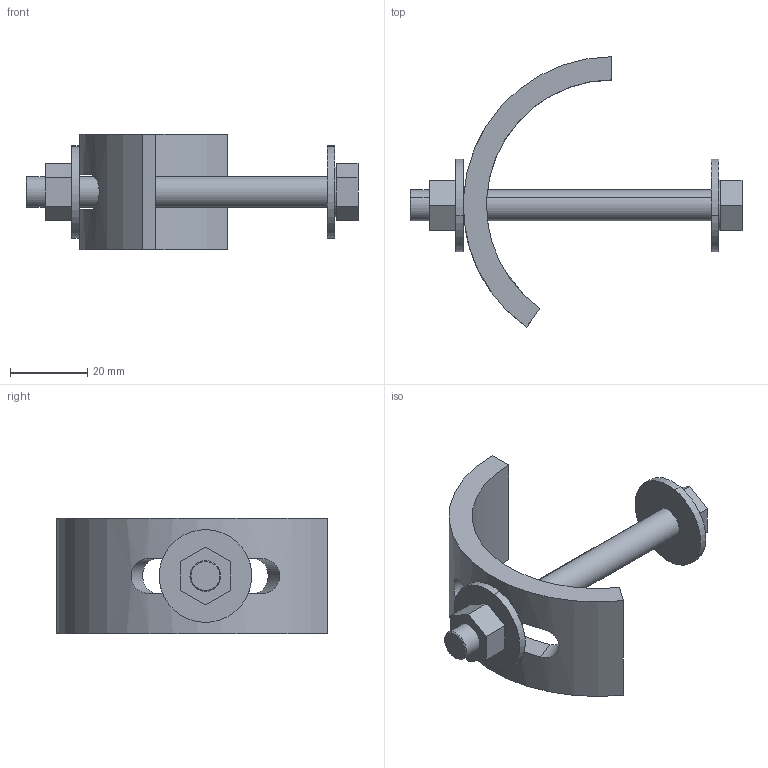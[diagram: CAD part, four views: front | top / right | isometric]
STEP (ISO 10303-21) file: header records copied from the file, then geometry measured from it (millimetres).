
FILE_DESCRIPTION (( 'STEP AP214' ), '1' );
FILE_NAME ('6355828.STP', '2017-12-12T07:54:17', ( '' ), ( '' ), 'SwSTEP 2.0', 'SolidWorks 2016', '' );
FILE_SCHEMA (( 'AUTOMOTIVE_DESIGN' ));
Length unit declared in the file: millimetre
Products named in the file (5): 012121_Washer DIN 9021 - 8.4; 011423_Hexagon Nut ISO 4032 - M8 - D - C; 35014792_Standard; 068921_Tr„gerklammer b=30mm Winkel 60ø; 6355828
Assembly tree (5 placements, depth 2):
  6355828
    068921_Tr„gerklammer b=30mm Winkel 60ø
    35014792_Standard
    011423_Hexagon Nut ISO 4032 - M8 - D - C
    012121_Washer DIN 9021 - 8.4  x2
Bounding box: 86 x 70.04 x 30 mm (x, y, z)
Volume: 21498.3 mm3; surface area: 11936.4 mm2
Topology: 5 solids, 5 shells, 53 faces, 116 edges, 74 vertices
Faces by surface type: plane 33, cylinder 16, bspline 2, cone 2
Entity records: 1791 total; most frequent: CARTESIAN_POINT 495, DIRECTION 236, ORIENTED_EDGE 208, EDGE_CURVE 104, AXIS2_PLACEMENT_3D 87, VERTEX_POINT 66, VECTOR 62, LINE 62
